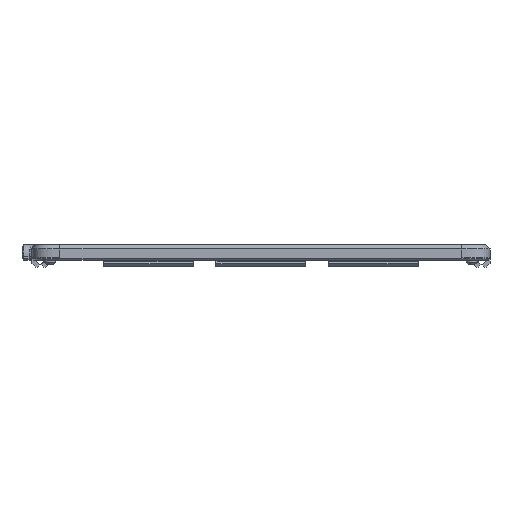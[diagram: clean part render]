
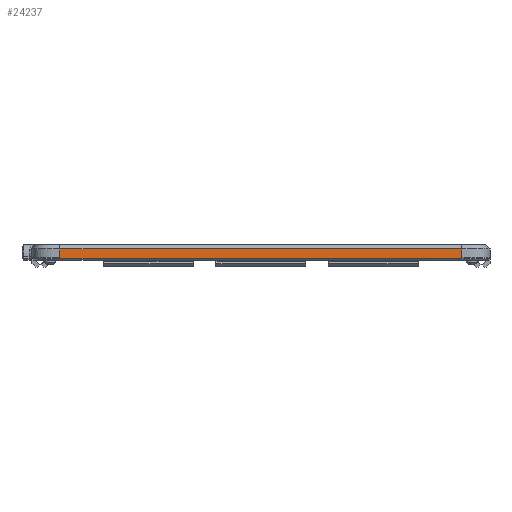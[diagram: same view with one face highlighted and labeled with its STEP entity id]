
A CAD part, front view. The second image highlights one B-rep face of the part: STEP entity #24237.
In plain terms, the highlighted planar face has unit normal (0, -1, 0).
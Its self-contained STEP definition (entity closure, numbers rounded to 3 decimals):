
#48 = CARTESIAN_POINT ( 'NONE',  ( -71.5, -67., 3. ) ) ;
#1564 = CARTESIAN_POINT ( 'NONE',  ( 71.5, -67., 0. ) ) ;
#2275 = ORIENTED_EDGE ( 'NONE', *, *, #29005, .T. ) ;
#2892 = VECTOR ( 'NONE', #22576, 1000. ) ;
#3000 = EDGE_LOOP ( 'NONE', ( #34095, #14514, #25960, #21632, #2275, #29612 ) ) ;
#3176 = CARTESIAN_POINT ( 'NONE',  ( 71.5, -67., 3. ) ) ;
#3626 = CARTESIAN_POINT ( 'NONE',  ( 71.5, -67., 2. ) ) ;
#3777 = EDGE_CURVE ( 'NONE', #11973, #29042, #16699, .T. ) ;
#7799 = FACE_OUTER_BOUND ( 'NONE', #3000, .T. ) ;
#9889 = CARTESIAN_POINT ( 'NONE',  ( -71.5, -67., 3. ) ) ;
#10338 = CARTESIAN_POINT ( 'NONE',  ( -71.5, -67., 3. ) ) ;
#11122 = CARTESIAN_POINT ( 'NONE',  ( 81.5, -67., 0. ) ) ;
#11364 = CARTESIAN_POINT ( 'NONE',  ( -71.5, -67., -1. ) ) ;
#11779 = AXIS2_PLACEMENT_3D ( 'NONE', #11122, #22391, #14077 ) ;
#11973 = VERTEX_POINT ( 'NONE', #22328 ) ;
#12729 = VERTEX_POINT ( 'NONE', #3176 ) ;
#12938 = CARTESIAN_POINT ( 'NONE',  ( -71.5, -67., 2. ) ) ;
#13560 = CARTESIAN_POINT ( 'NONE',  ( 71.5, -67., -0.5 ) ) ;
#14077 = DIRECTION ( 'NONE',  ( 0., 0., -1. ) ) ;
#14152 = CARTESIAN_POINT ( 'NONE',  ( 71.5, -67., -1. ) ) ;
#14498 = VERTEX_POINT ( 'NONE', #22955 ) ;
#14506 = LINE ( 'NONE', #14152, #20946 ) ;
#14514 = ORIENTED_EDGE ( 'NONE', *, *, #31764, .T. ) ;
#14881 = CARTESIAN_POINT ( 'NONE',  ( 71.5, -67., 3. ) ) ;
#15594 = DIRECTION ( 'NONE',  ( 1., 0., 0. ) ) ;
#16275 = PLANE ( 'NONE',  #11779 ) ;
#16699 = LINE ( 'NONE', #11364, #27143 ) ;
#19091 = LINE ( 'NONE', #13560, #21075 ) ;
#19628 = EDGE_CURVE ( 'NONE', #24843, #29042, #24749, .T. ) ;
#19787 = LINE ( 'NONE', #48, #2892 ) ;
#20946 = VECTOR ( 'NONE', #22015, 1000. ) ;
#21075 = VECTOR ( 'NONE', #15594, 1000. ) ;
#21632 = ORIENTED_EDGE ( 'NONE', *, *, #29451, .T. ) ;
#22015 = DIRECTION ( 'NONE',  ( 0., 0., 1. ) ) ;
#22328 = CARTESIAN_POINT ( 'NONE',  ( -71.5, -67., -0.5 ) ) ;
#22391 = DIRECTION ( 'NONE',  ( 0., -1., 0. ) ) ;
#22435 = DIRECTION ( 'NONE',  ( 0., 0., 1. ) ) ;
#22576 = DIRECTION ( 'NONE',  ( -1., 0., 0. ) ) ;
#22955 = CARTESIAN_POINT ( 'NONE',  ( 71.5, -67., -0.5 ) ) ;
#24237 = ADVANCED_FACE ( 'NONE', ( #7799 ), #16275, .T. ) ;
#24749 = B_SPLINE_CURVE_WITH_KNOTS ( 'NONE', 3,
 ( #10338, #12938, #32151, #29562 ),
 .UNSPECIFIED., .F., .F.,
 ( 4, 4 ),
 ( 0.333, 1. ),
 .UNSPECIFIED. ) ;
#24843 = VERTEX_POINT ( 'NONE', #9889 ) ;
#25699 = CARTESIAN_POINT ( 'NONE',  ( -71.5, -67., 0. ) ) ;
#25960 = ORIENTED_EDGE ( 'NONE', *, *, #35338, .T. ) ;
#27143 = VECTOR ( 'NONE', #22435, 1000. ) ;
#27163 = B_SPLINE_CURVE_WITH_KNOTS ( 'NONE', 3,
 ( #1564, #28930, #3626, #14881 ),
 .UNSPECIFIED., .F., .F.,
 ( 4, 4 ),
 ( 0., 0.667 ),
 .UNSPECIFIED. ) ;
#28559 = CARTESIAN_POINT ( 'NONE',  ( 71.5, -67., 0. ) ) ;
#28930 = CARTESIAN_POINT ( 'NONE',  ( 71.5, -67., 1. ) ) ;
#29005 = EDGE_CURVE ( 'NONE', #12729, #24843, #19787, .T. ) ;
#29042 = VERTEX_POINT ( 'NONE', #25699 ) ;
#29451 = EDGE_CURVE ( 'NONE', #35332, #12729, #27163, .T. ) ;
#29562 = CARTESIAN_POINT ( 'NONE',  ( -71.5, -67., 0. ) ) ;
#29612 = ORIENTED_EDGE ( 'NONE', *, *, #19628, .T. ) ;
#31764 = EDGE_CURVE ( 'NONE', #11973, #14498, #19091, .T. ) ;
#32151 = CARTESIAN_POINT ( 'NONE',  ( -71.5, -67., 1. ) ) ;
#34095 = ORIENTED_EDGE ( 'NONE', *, *, #3777, .F. ) ;
#35332 = VERTEX_POINT ( 'NONE', #28559 ) ;
#35338 = EDGE_CURVE ( 'NONE', #14498, #35332, #14506, .T. ) ;
